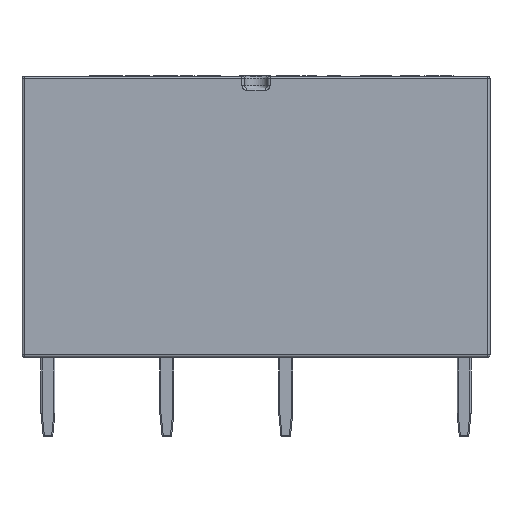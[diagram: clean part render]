
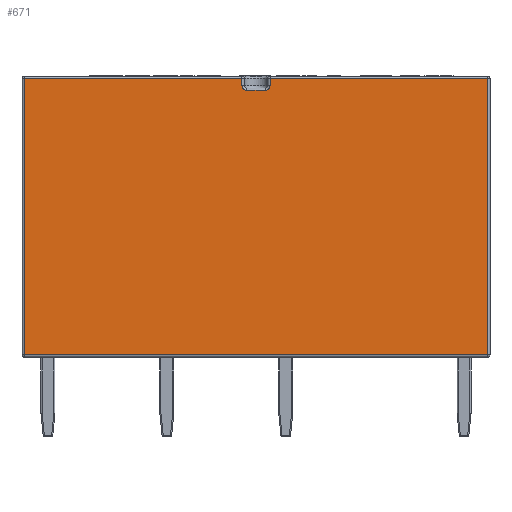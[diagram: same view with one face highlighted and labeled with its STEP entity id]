
A CAD part, left-side view. The second image highlights one B-rep face of the part: STEP entity #671.
In plain terms, the highlighted planar face has unit normal (-1, 0, 0).
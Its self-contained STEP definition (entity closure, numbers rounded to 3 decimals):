
#671 = ADVANCED_FACE('',(#672),#756,.F.);
#672 = FACE_BOUND('',#673,.T.);
#673 = EDGE_LOOP('',(#674,#684,#692,#700,#709,#717,#726,#734,#742,#750)
  );
#674 = ORIENTED_EDGE('',*,*,#675,.T.);
#675 = EDGE_CURVE('',#676,#678,#680,.T.);
#676 = VERTEX_POINT('',#677);
#677 = CARTESIAN_POINT('',(-5.,-9.9,0.1));
#678 = VERTEX_POINT('',#679);
#679 = CARTESIAN_POINT('',(-5.,-9.9,11.9));
#680 = LINE('',#681,#682);
#681 = CARTESIAN_POINT('',(-5.,-9.9,12.));
#682 = VECTOR('',#683,1.);
#683 = DIRECTION('',(0.,0.,1.));
#684 = ORIENTED_EDGE('',*,*,#685,.T.);
#685 = EDGE_CURVE('',#678,#686,#688,.T.);
#686 = VERTEX_POINT('',#687);
#687 = CARTESIAN_POINT('',(-5.,-0.6,11.9));
#688 = LINE('',#689,#690);
#689 = CARTESIAN_POINT('',(-5.,-0.5,11.9));
#690 = VECTOR('',#691,1.);
#691 = DIRECTION('',(0.,1.,0.));
#692 = ORIENTED_EDGE('',*,*,#693,.T.);
#693 = EDGE_CURVE('',#686,#694,#696,.T.);
#694 = VERTEX_POINT('',#695);
#695 = CARTESIAN_POINT('',(-5.,-0.6,11.6));
#696 = LINE('',#697,#698);
#697 = CARTESIAN_POINT('',(-5.,-0.6,11.5));
#698 = VECTOR('',#699,1.);
#699 = DIRECTION('',(0.,0.,-1.));
#700 = ORIENTED_EDGE('',*,*,#701,.F.);
#701 = EDGE_CURVE('',#702,#694,#704,.T.);
#702 = VERTEX_POINT('',#703);
#703 = CARTESIAN_POINT('',(-5.,-0.4,11.4));
#704 = CIRCLE('',#705,0.2);
#705 = AXIS2_PLACEMENT_3D('',#706,#707,#708);
#706 = CARTESIAN_POINT('',(-5.,-0.4,11.6));
#707 = DIRECTION('',(-1.,0.,0.));
#708 = DIRECTION('',(0.,1.,0.));
#709 = ORIENTED_EDGE('',*,*,#710,.T.);
#710 = EDGE_CURVE('',#702,#711,#713,.T.);
#711 = VERTEX_POINT('',#712);
#712 = CARTESIAN_POINT('',(-5.,0.4,11.4));
#713 = LINE('',#714,#715);
#714 = CARTESIAN_POINT('',(-5.,10.,11.4));
#715 = VECTOR('',#716,1.);
#716 = DIRECTION('',(0.,1.,0.));
#717 = ORIENTED_EDGE('',*,*,#718,.F.);
#718 = EDGE_CURVE('',#719,#711,#721,.T.);
#719 = VERTEX_POINT('',#720);
#720 = CARTESIAN_POINT('',(-5.,0.6,11.6));
#721 = CIRCLE('',#722,0.2);
#722 = AXIS2_PLACEMENT_3D('',#723,#724,#725);
#723 = CARTESIAN_POINT('',(-5.,0.4,11.6));
#724 = DIRECTION('',(-1.,0.,0.));
#725 = DIRECTION('',(0.,1.,0.));
#726 = ORIENTED_EDGE('',*,*,#727,.T.);
#727 = EDGE_CURVE('',#719,#728,#730,.T.);
#728 = VERTEX_POINT('',#729);
#729 = CARTESIAN_POINT('',(-5.,0.6,11.9));
#730 = LINE('',#731,#732);
#731 = CARTESIAN_POINT('',(-5.,0.6,12.));
#732 = VECTOR('',#733,1.);
#733 = DIRECTION('',(0.,0.,1.));
#734 = ORIENTED_EDGE('',*,*,#735,.T.);
#735 = EDGE_CURVE('',#728,#736,#738,.T.);
#736 = VERTEX_POINT('',#737);
#737 = CARTESIAN_POINT('',(-5.,9.9,11.9));
#738 = LINE('',#739,#740);
#739 = CARTESIAN_POINT('',(-5.,10.,11.9));
#740 = VECTOR('',#741,1.);
#741 = DIRECTION('',(0.,1.,0.));
#742 = ORIENTED_EDGE('',*,*,#743,.T.);
#743 = EDGE_CURVE('',#736,#744,#746,.T.);
#744 = VERTEX_POINT('',#745);
#745 = CARTESIAN_POINT('',(-5.,9.9,0.1));
#746 = LINE('',#747,#748);
#747 = CARTESIAN_POINT('',(-5.,9.9,12.));
#748 = VECTOR('',#749,1.);
#749 = DIRECTION('',(0.,0.,-1.));
#750 = ORIENTED_EDGE('',*,*,#751,.T.);
#751 = EDGE_CURVE('',#744,#676,#752,.T.);
#752 = LINE('',#753,#754);
#753 = CARTESIAN_POINT('',(-5.,10.,0.1));
#754 = VECTOR('',#755,1.);
#755 = DIRECTION('',(0.,-1.,0.));
#756 = PLANE('',#757);
#757 = AXIS2_PLACEMENT_3D('',#758,#759,#760);
#758 = CARTESIAN_POINT('',(-5.,10.,12.));
#759 = DIRECTION('',(1.,0.,0.));
#760 = DIRECTION('',(0.,1.,0.));
